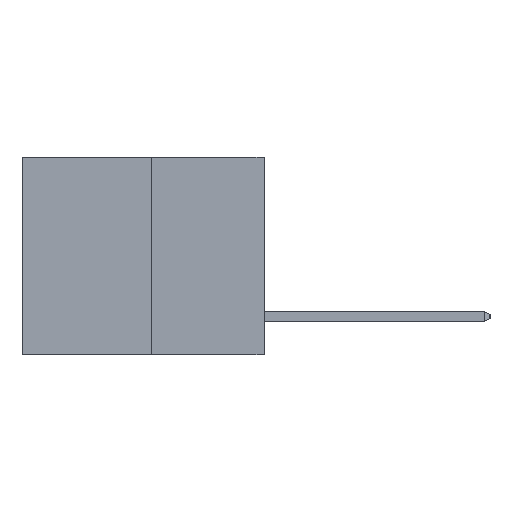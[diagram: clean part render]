
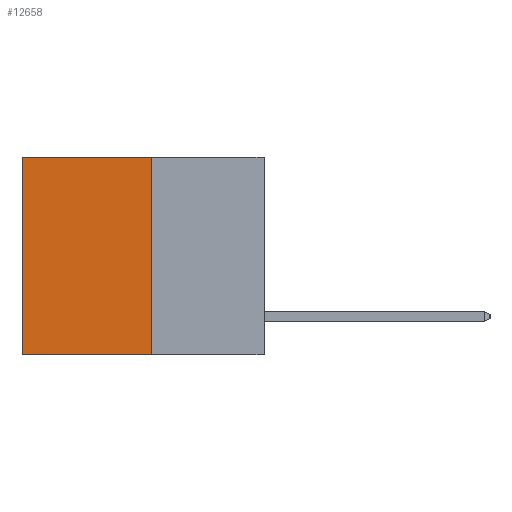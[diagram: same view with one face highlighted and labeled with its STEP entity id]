
A CAD part, left-side view. The second image highlights one B-rep face of the part: STEP entity #12658.
In plain terms, the highlighted planar face has unit normal (-1, 0, 0).
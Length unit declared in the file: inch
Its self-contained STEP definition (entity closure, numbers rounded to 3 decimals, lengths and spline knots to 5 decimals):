
#1063 = DIRECTION ( 'NONE',  ( 0., 1., 0. ) ) ;
#2187 = ORIENTED_EDGE ( 'NONE', *, *, #4032, .F. ) ;
#3107 = LINE ( 'NONE', #9318, #9608 ) ;
#3945 = LINE ( 'NONE', #12774, #11355 ) ;
#4032 = EDGE_CURVE ( 'NONE', #10924, #17731, #15509, .T. ) ;
#4455 = VERTEX_POINT ( 'NONE', #10179 ) ;
#5909 = VECTOR ( 'NONE', #13494, 39.37008 ) ;
#7186 = ORIENTED_EDGE ( 'NONE', *, *, #11917, .T. ) ;
#7423 = DIRECTION ( 'NONE',  ( 0., 1., 0. ) ) ;
#7769 = EDGE_CURVE ( 'NONE', #10924, #4455, #3107, .T. ) ;
#9318 = CARTESIAN_POINT ( 'NONE',  ( 0.3165, 0.28, 0. ) ) ;
#9608 = VECTOR ( 'NONE', #7423, 39.37008 ) ;
#10076 = LINE ( 'NONE', #17510, #16318 ) ;
#10179 = CARTESIAN_POINT ( 'NONE',  ( 0.3165, 0.6, 0. ) ) ;
#10409 = AXIS2_PLACEMENT_3D ( 'NONE', #18611, #22420, #16803 ) ;
#10556 = PLANE ( 'NONE',  #10409 ) ;
#10924 = VERTEX_POINT ( 'NONE', #16699 ) ;
#11355 = VECTOR ( 'NONE', #1063, 39.37008 ) ;
#11869 = CARTESIAN_POINT ( 'NONE',  ( 0.3165, 0.28, -0.49 ) ) ;
#11917 = EDGE_CURVE ( 'NONE', #4455, #21463, #10076, .T. ) ;
#12658 = ADVANCED_FACE ( 'NONE', ( #15949 ), #10556, .F. ) ;
#12774 = CARTESIAN_POINT ( 'NONE',  ( 0.3165, 0.28, -0.49 ) ) ;
#13494 = DIRECTION ( 'NONE',  ( 0., 0., -1. ) ) ;
#13646 = EDGE_LOOP ( 'NONE', ( #7186, #17713, #2187, #14562 ) ) ;
#14562 = ORIENTED_EDGE ( 'NONE', *, *, #7769, .T. ) ;
#15509 = LINE ( 'NONE', #11869, #5909 ) ;
#15949 = FACE_OUTER_BOUND ( 'NONE', #13646, .T. ) ;
#16318 = VECTOR ( 'NONE', #23219, 39.37008 ) ;
#16585 = CARTESIAN_POINT ( 'NONE',  ( 0.3165, 0.28, -0.49 ) ) ;
#16699 = CARTESIAN_POINT ( 'NONE',  ( 0.3165, 0.28, 0. ) ) ;
#16803 = DIRECTION ( 'NONE',  ( 0., 0., -1. ) ) ;
#17510 = CARTESIAN_POINT ( 'NONE',  ( 0.3165, 0.6, -0.49 ) ) ;
#17713 = ORIENTED_EDGE ( 'NONE', *, *, #20356, .F. ) ;
#17731 = VERTEX_POINT ( 'NONE', #16585 ) ;
#18611 = CARTESIAN_POINT ( 'NONE',  ( 0.3165, 0.28, -0.49 ) ) ;
#20356 = EDGE_CURVE ( 'NONE', #17731, #21463, #3945, .T. ) ;
#21463 = VERTEX_POINT ( 'NONE', #22333 ) ;
#22333 = CARTESIAN_POINT ( 'NONE',  ( 0.3165, 0.6, -0.49 ) ) ;
#22420 = DIRECTION ( 'NONE',  ( 1., 0., 0. ) ) ;
#23219 = DIRECTION ( 'NONE',  ( 0., 0., -1. ) ) ;
